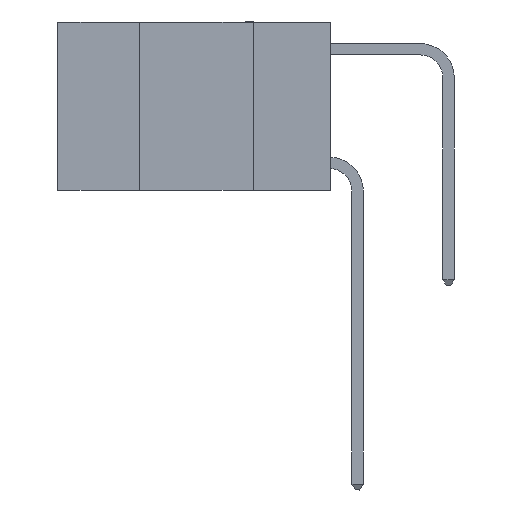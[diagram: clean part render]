
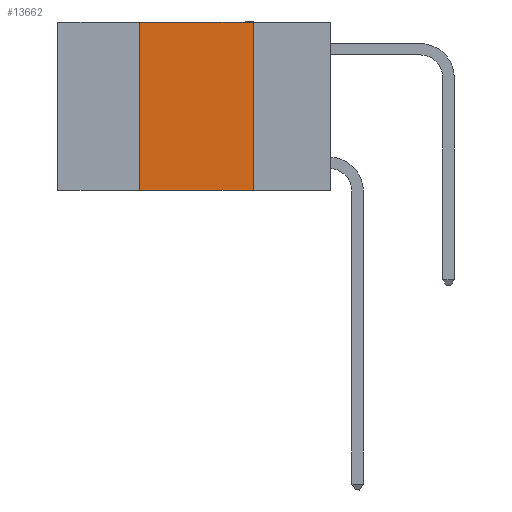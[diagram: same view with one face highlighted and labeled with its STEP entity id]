
A CAD part, left-side view. The second image highlights one B-rep face of the part: STEP entity #13662.
In plain terms, the highlighted planar face has unit normal (-1, 0, 0).
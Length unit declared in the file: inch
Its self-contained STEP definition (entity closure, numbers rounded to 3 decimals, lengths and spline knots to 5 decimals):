
#1615 = DIRECTION ( 'NONE',  ( 0., 0., 1. ) ) ;
#2107 = VERTEX_POINT ( 'NONE', #26176 ) ;
#3323 = CARTESIAN_POINT ( 'NONE',  ( 0., 0.42, 0. ) ) ;
#3687 = CARTESIAN_POINT ( 'NONE',  ( 0., 0.17, 0. ) ) ;
#6147 = CARTESIAN_POINT ( 'NONE',  ( 0., 0.6, 0. ) ) ;
#6236 = LINE ( 'NONE', #25676, #14289 ) ;
#7040 = ORIENTED_EDGE ( 'NONE', *, *, #10241, .T. ) ;
#7441 = EDGE_LOOP ( 'NONE', ( #27028, #13970, #17747, #7040 ) ) ;
#7877 = DIRECTION ( 'NONE',  ( 0., -1., 0. ) ) ;
#8313 = DIRECTION ( 'NONE',  ( 1., 0., 0. ) ) ;
#8677 = AXIS2_PLACEMENT_3D ( 'NONE', #6147, #8313, #12796 ) ;
#8843 = VECTOR ( 'NONE', #27591, 39.37008 ) ;
#10241 = EDGE_CURVE ( 'NONE', #2107, #11067, #6236, .T. ) ;
#11067 = VERTEX_POINT ( 'NONE', #18315 ) ;
#11270 = LINE ( 'NONE', #22769, #11620 ) ;
#11620 = VECTOR ( 'NONE', #12179, 39.37008 ) ;
#12179 = DIRECTION ( 'NONE',  ( 0., 0., -1. ) ) ;
#12249 = EDGE_CURVE ( 'NONE', #18417, #22020, #27348, .T. ) ;
#12796 = DIRECTION ( 'NONE',  ( 0., 0., -1. ) ) ;
#13051 = CARTESIAN_POINT ( 'NONE',  ( 0., 0.6, 0. ) ) ;
#13662 = ADVANCED_FACE ( 'NONE', ( #23602 ), #27401, .F. ) ;
#13970 = ORIENTED_EDGE ( 'NONE', *, *, #12249, .F. ) ;
#14289 = VECTOR ( 'NONE', #7877, 39.37008 ) ;
#14477 = CARTESIAN_POINT ( 'NONE',  ( 0., 0.42, 0. ) ) ;
#14628 = LINE ( 'NONE', #14477, #26446 ) ;
#16127 = EDGE_CURVE ( 'NONE', #22020, #11067, #11270, .T. ) ;
#17747 = ORIENTED_EDGE ( 'NONE', *, *, #19459, .F. ) ;
#18315 = CARTESIAN_POINT ( 'NONE',  ( 0., 0.17, -0.37 ) ) ;
#18417 = VERTEX_POINT ( 'NONE', #3323 ) ;
#19459 = EDGE_CURVE ( 'NONE', #2107, #18417, #14628, .T. ) ;
#22020 = VERTEX_POINT ( 'NONE', #3687 ) ;
#22769 = CARTESIAN_POINT ( 'NONE',  ( 0., 0.17, 0. ) ) ;
#23602 = FACE_OUTER_BOUND ( 'NONE', #7441, .T. ) ;
#25676 = CARTESIAN_POINT ( 'NONE',  ( 0., 0.6, -0.37 ) ) ;
#26176 = CARTESIAN_POINT ( 'NONE',  ( 0., 0.42, -0.37 ) ) ;
#26446 = VECTOR ( 'NONE', #1615, 39.37008 ) ;
#27028 = ORIENTED_EDGE ( 'NONE', *, *, #16127, .F. ) ;
#27348 = LINE ( 'NONE', #13051, #8843 ) ;
#27401 = PLANE ( 'NONE',  #8677 ) ;
#27591 = DIRECTION ( 'NONE',  ( 0., -1., 0. ) ) ;
